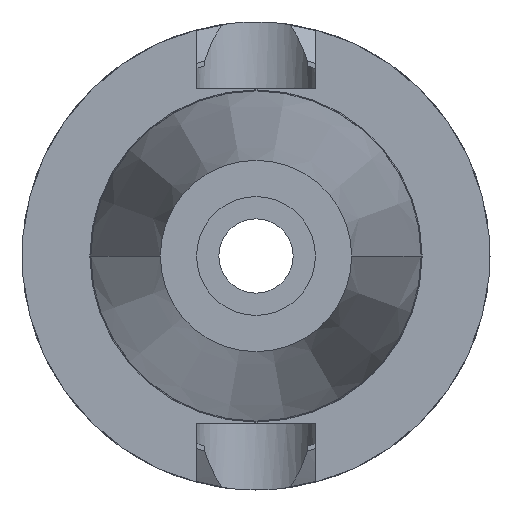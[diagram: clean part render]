
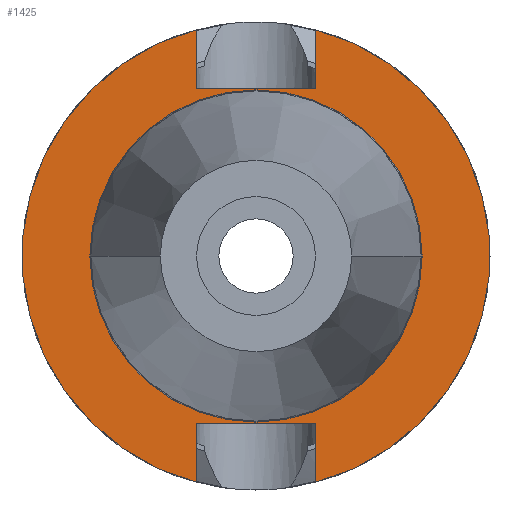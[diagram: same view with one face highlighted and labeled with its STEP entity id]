
A CAD part, left-side view. The second image highlights one B-rep face of the part: STEP entity #1425.
In plain terms, the highlighted planar face has unit normal (-1, 0, 0).
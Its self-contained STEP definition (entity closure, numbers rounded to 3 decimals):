
#326=CARTESIAN_POINT('',(2.,0.,0.));
#327=DIRECTION('',(-1.,0.,0.));
#328=DIRECTION('',(0.,0.256,0.967));
#329=AXIS2_PLACEMENT_3D('',#326,#327,#328);
#341=CARTESIAN_POINT('',(2.,0.,0.));
#342=DIRECTION('',(-1.,0.,0.));
#343=DIRECTION('',(0.,-0.256,-0.967));
#344=AXIS2_PLACEMENT_3D('',#341,#342,#343);
#364=DIRECTION('',(0.,1.,0.));
#365=VECTOR('',#364,16.1);
#366=CARTESIAN_POINT('',(2.,-8.05,-22.6));
#367=LINE('',#366,#365);
#371=DIRECTION('',(0.,0.,1.));
#372=VECTOR('',#371,7.854);
#373=CARTESIAN_POINT('',(2.,8.05,-30.454));
#374=LINE('',#373,#372);
#378=DIRECTION('',(0.,0.,-1.));
#379=VECTOR('',#378,7.854);
#380=CARTESIAN_POINT('',(2.,8.05,30.454));
#381=LINE('',#380,#379);
#385=DIRECTION('',(0.,1.,0.));
#386=VECTOR('',#385,16.1);
#387=CARTESIAN_POINT('',(2.,-8.05,22.6));
#388=LINE('',#387,#386);
#392=DIRECTION('',(0.,0.,-1.));
#393=VECTOR('',#392,7.854);
#394=CARTESIAN_POINT('',(2.,-8.05,30.454));
#395=LINE('',#394,#393);
#399=DIRECTION('',(0.,0.,1.));
#400=VECTOR('',#399,7.854);
#401=CARTESIAN_POINT('',(2.,-8.05,-30.454));
#402=LINE('',#401,#400);
#420=CARTESIAN_POINT('',(2.,0.,0.));
#421=DIRECTION('',(-1.,0.,0.));
#422=DIRECTION('',(0.,1.,0.));
#423=AXIS2_PLACEMENT_3D('',#420,#421,#422);
#428=CARTESIAN_POINT('',(2.,0.,0.));
#429=DIRECTION('',(1.,0.,0.));
#430=DIRECTION('',(0.,1.,0.));
#431=AXIS2_PLACEMENT_3D('',#428,#429,#430);
#1026=CARTESIAN_POINT('',(2.,22.248,0.));
#1028=VERTEX_POINT('',#1026);
#1036=CARTESIAN_POINT('',(2.,-22.248,0.));
#1038=VERTEX_POINT('',#1036);
#1070=CARTESIAN_POINT('',(2.,8.05,30.454));
#1071=VERTEX_POINT('',#1070);
#1072=CARTESIAN_POINT('',(2.,-8.05,30.454));
#1073=VERTEX_POINT('',#1072);
#1074=CARTESIAN_POINT('',(2.,-8.05,22.6));
#1075=CARTESIAN_POINT('',(2.,8.05,22.6));
#1076=VERTEX_POINT('',#1074);
#1077=VERTEX_POINT('',#1075);
#1098=CARTESIAN_POINT('',(2.,8.05,-30.454));
#1099=VERTEX_POINT('',#1098);
#1100=CARTESIAN_POINT('',(2.,-8.05,-30.454));
#1101=VERTEX_POINT('',#1100);
#1102=CARTESIAN_POINT('',(2.,-8.05,-22.6));
#1103=CARTESIAN_POINT('',(2.,8.05,-22.6));
#1104=VERTEX_POINT('',#1102);
#1105=VERTEX_POINT('',#1103);
#1400=CARTESIAN_POINT('',(2.,0.,0.));
#1401=DIRECTION('',(1.,0.,0.));
#1402=DIRECTION('',(0.,-1.,0.));
#1403=AXIS2_PLACEMENT_3D('',#1400,#1401,#1402);
#1404=PLANE('',#1403);
#1406=ORIENTED_EDGE('',*,*,#1405,.T.);
#1407=ORIENTED_EDGE('',*,*,#1359,.F.);
#1408=ORIENTED_EDGE('',*,*,#1380,.F.);
#1409=ORIENTED_EDGE('',*,*,#1313,.T.);
#1411=ORIENTED_EDGE('',*,*,#1410,.F.);
#1413=ORIENTED_EDGE('',*,*,#1412,.F.);
#1414=ORIENTED_EDGE('',*,*,#1392,.F.);
#1416=ORIENTED_EDGE('',*,*,#1415,.T.);
#1417=EDGE_LOOP('',(#1406,#1407,#1408,#1409,#1411,#1413,#1414,#1416));
#1418=FACE_OUTER_BOUND('',#1417,.F.);
#1420=ORIENTED_EDGE('',*,*,#1419,.T.);
#1422=ORIENTED_EDGE('',*,*,#1421,.F.);
#1423=EDGE_LOOP('',(#1420,#1422));
#1424=FACE_BOUND('',#1423,.F.);
#330=CIRCLE('',#329,31.5);
#345=CIRCLE('',#344,31.5);
#424=CIRCLE('',#423,22.248);
#432=CIRCLE('',#431,22.248);
#1313=EDGE_CURVE('',#1071,#1077,#381,.T.);
#1359=EDGE_CURVE('',#1099,#1105,#374,.T.);
#1380=EDGE_CURVE('',#1071,#1099,#330,.T.);
#1392=EDGE_CURVE('',#1101,#1073,#345,.T.);
#1405=EDGE_CURVE('',#1104,#1105,#367,.T.);
#1410=EDGE_CURVE('',#1076,#1077,#388,.T.);
#1412=EDGE_CURVE('',#1073,#1076,#395,.T.);
#1415=EDGE_CURVE('',#1101,#1104,#402,.T.);
#1419=EDGE_CURVE('',#1028,#1038,#424,.T.);
#1421=EDGE_CURVE('',#1028,#1038,#432,.T.);
#1425=ADVANCED_FACE('',(#1418,#1424),#1404,.F.);
